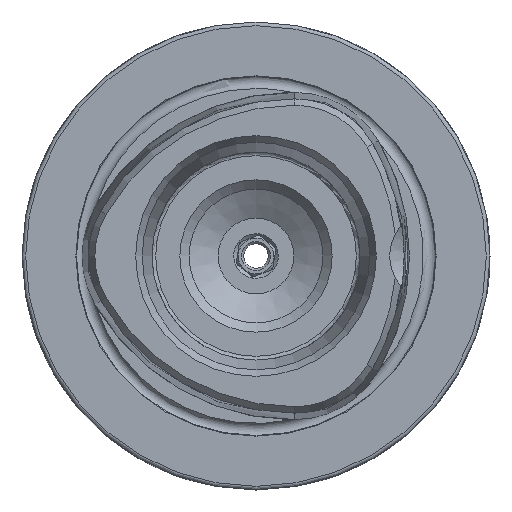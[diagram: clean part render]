
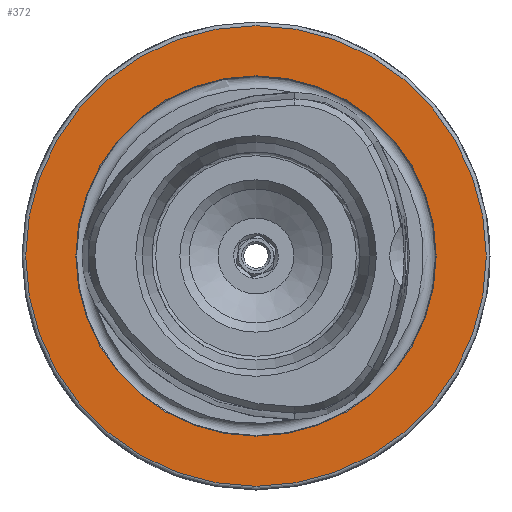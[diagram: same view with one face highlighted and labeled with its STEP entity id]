
A CAD part, left-side view. The second image highlights one B-rep face of the part: STEP entity #372.
In plain terms, the highlighted planar face has unit normal (-1, 0, 0).
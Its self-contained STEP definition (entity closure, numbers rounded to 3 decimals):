
#167 = DIRECTION ( 'NONE',  ( -1., 0., 0. ) ) ;
#372 = ADVANCED_FACE ( 'NONE', ( #13373, #9629 ), #8653, .F. ) ;
#455 = CIRCLE ( 'NONE', #10198, 24.25 ) ;
#1103 = CARTESIAN_POINT ( 'NONE',  ( 0., 0., 0. ) ) ;
#1118 = CARTESIAN_POINT ( 'NONE',  ( 0., 24.25, 0. ) ) ;
#3515 = CARTESIAN_POINT ( 'NONE',  ( 0., 0., 24.25 ) ) ;
#3701 = CARTESIAN_POINT ( 'NONE',  ( 0., 0., 31. ) ) ;
#5285 = DIRECTION ( 'NONE',  ( 0., 0., 1. ) ) ;
#5662 = EDGE_CURVE ( 'NONE', #9871, #9871, #455, .T. ) ;
#5912 = VERTEX_POINT ( 'NONE', #3701 ) ;
#5998 = CIRCLE ( 'NONE', #12225, 31. ) ;
#7640 = DIRECTION ( 'NONE',  ( 1., 0., 0. ) ) ;
#8653 = PLANE ( 'NONE',  #13772 ) ;
#9094 = EDGE_CURVE ( 'NONE', #5912, #5912, #5998, .T. ) ;
#9629 = FACE_OUTER_BOUND ( 'NONE', #14138, .T. ) ;
#9639 = DIRECTION ( 'NONE',  ( -1., 0., 0. ) ) ;
#9871 = VERTEX_POINT ( 'NONE', #3515 ) ;
#9955 = CARTESIAN_POINT ( 'NONE',  ( 0., 0., 0. ) ) ;
#10198 = AXIS2_PLACEMENT_3D ( 'NONE', #9955, #167, #12091 ) ;
#10990 = DIRECTION ( 'NONE',  ( 0., 0., -1. ) ) ;
#12032 = EDGE_LOOP ( 'NONE', ( #13643 ) ) ;
#12091 = DIRECTION ( 'NONE',  ( 0., 0., 1. ) ) ;
#12225 = AXIS2_PLACEMENT_3D ( 'NONE', #1103, #9639, #5285 ) ;
#12405 = ORIENTED_EDGE ( 'NONE', *, *, #9094, .T. ) ;
#13373 = FACE_BOUND ( 'NONE', #12032, .T. ) ;
#13643 = ORIENTED_EDGE ( 'NONE', *, *, #5662, .F. ) ;
#13772 = AXIS2_PLACEMENT_3D ( 'NONE', #1118, #7640, #10990 ) ;
#14138 = EDGE_LOOP ( 'NONE', ( #12405 ) ) ;
